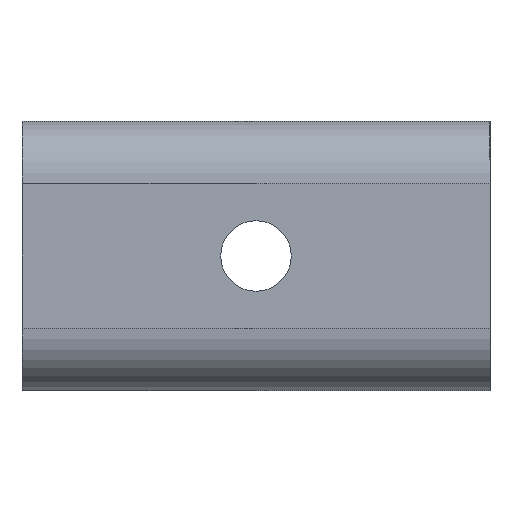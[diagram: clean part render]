
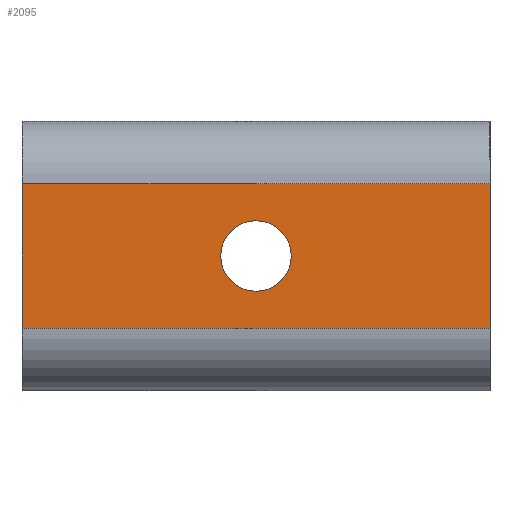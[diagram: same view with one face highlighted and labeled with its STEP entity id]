
A CAD part, front view. The second image highlights one B-rep face of the part: STEP entity #2095.
In plain terms, the highlighted face is planar.
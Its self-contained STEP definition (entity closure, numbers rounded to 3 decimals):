
#196 = PLANE('',#197);
#197 = AXIS2_PLACEMENT_3D('',#198,#199,#200);
#198 = CARTESIAN_POINT('',(27.,323.,-11.3));
#199 = DIRECTION('',(0.,0.,-1.));
#200 = DIRECTION('',(0.,-1.,0.));
#314 = PLANE('',#315);
#315 = AXIS2_PLACEMENT_3D('',#316,#317,#318);
#316 = CARTESIAN_POINT('',(27.,323.,11.3));
#317 = DIRECTION('',(0.,0.,-1.));
#318 = DIRECTION('',(0.,-1.,0.));
#776 = VERTEX_POINT('',#777);
#777 = CARTESIAN_POINT('',(3.,313.,-11.3));
#796 = CYLINDRICAL_SURFACE('',#797,3.);
#797 = AXIS2_PLACEMENT_3D('',#798,#799,#800);
#798 = CARTESIAN_POINT('',(6.,313.,-11.3));
#799 = DIRECTION('',(0.,0.,1.));
#800 = DIRECTION('',(-1.,0.,0.));
#808 = EDGE_CURVE('',#809,#776,#811,.T.);
#809 = VERTEX_POINT('',#810);
#810 = CARTESIAN_POINT('',(3.,320.,-11.3));
#811 = SURFACE_CURVE('',#812,(#816,#823),.PCURVE_S1.);
#812 = LINE('',#813,#814);
#813 = CARTESIAN_POINT('',(3.,323.,-11.3));
#814 = VECTOR('',#815,1.);
#815 = DIRECTION('',(0.,-1.,0.));
#816 = PCURVE('',#196,#817);
#817 = DEFINITIONAL_REPRESENTATION('',(#818),#822);
#818 = LINE('',#819,#820);
#819 = CARTESIAN_POINT('',(0.,24.));
#820 = VECTOR('',#821,1.);
#821 = DIRECTION('',(1.,0.));
#822 = ( GEOMETRIC_REPRESENTATION_CONTEXT(2) 
PARAMETRIC_REPRESENTATION_CONTEXT() REPRESENTATION_CONTEXT('2D SPACE',''
  ) );
#823 = PCURVE('',#824,#829);
#824 = PLANE('',#825);
#825 = AXIS2_PLACEMENT_3D('',#826,#827,#828);
#826 = CARTESIAN_POINT('',(3.,323.,-11.3));
#827 = DIRECTION('',(1.,0.,0.));
#828 = DIRECTION('',(0.,-1.,0.));
#829 = DEFINITIONAL_REPRESENTATION('',(#830),#834);
#830 = LINE('',#831,#832);
#831 = CARTESIAN_POINT('',(0.,0.));
#832 = VECTOR('',#833,1.);
#833 = DIRECTION('',(1.,0.));
#834 = ( GEOMETRIC_REPRESENTATION_CONTEXT(2) 
PARAMETRIC_REPRESENTATION_CONTEXT() REPRESENTATION_CONTEXT('2D SPACE',''
  ) );
#857 = CYLINDRICAL_SURFACE('',#858,3.);
#858 = AXIS2_PLACEMENT_3D('',#859,#860,#861);
#859 = CARTESIAN_POINT('',(6.,320.,-11.3));
#860 = DIRECTION('',(0.,0.,1.));
#861 = DIRECTION('',(0.,1.,0.));
#1461 = VERTEX_POINT('',#1462);
#1462 = CARTESIAN_POINT('',(3.,313.,11.3));
#1488 = EDGE_CURVE('',#1489,#1461,#1491,.T.);
#1489 = VERTEX_POINT('',#1490);
#1490 = CARTESIAN_POINT('',(3.,320.,11.3));
#1491 = SURFACE_CURVE('',#1492,(#1496,#1503),.PCURVE_S1.);
#1492 = LINE('',#1493,#1494);
#1493 = CARTESIAN_POINT('',(3.,323.,11.3));
#1494 = VECTOR('',#1495,1.);
#1495 = DIRECTION('',(0.,-1.,0.));
#1496 = PCURVE('',#314,#1497);
#1497 = DEFINITIONAL_REPRESENTATION('',(#1498),#1502);
#1498 = LINE('',#1499,#1500);
#1499 = CARTESIAN_POINT('',(0.,24.));
#1500 = VECTOR('',#1501,1.);
#1501 = DIRECTION('',(1.,0.));
#1502 = ( GEOMETRIC_REPRESENTATION_CONTEXT(2) 
PARAMETRIC_REPRESENTATION_CONTEXT() REPRESENTATION_CONTEXT('2D SPACE',''
  ) );
#1503 = PCURVE('',#824,#1504);
#1504 = DEFINITIONAL_REPRESENTATION('',(#1505),#1509);
#1505 = LINE('',#1506,#1507);
#1506 = CARTESIAN_POINT('',(0.,-22.6));
#1507 = VECTOR('',#1508,1.);
#1508 = DIRECTION('',(1.,0.));
#1509 = ( GEOMETRIC_REPRESENTATION_CONTEXT(2) 
PARAMETRIC_REPRESENTATION_CONTEXT() REPRESENTATION_CONTEXT('2D SPACE',''
  ) );
#1846 = EDGE_CURVE('',#809,#1489,#1847,.T.);
#1847 = SURFACE_CURVE('',#1848,(#1852,#1859),.PCURVE_S1.);
#1848 = LINE('',#1849,#1850);
#1849 = CARTESIAN_POINT('',(3.,320.,-11.3));
#1850 = VECTOR('',#1851,1.);
#1851 = DIRECTION('',(0.,0.,1.));
#1852 = PCURVE('',#857,#1853);
#1853 = DEFINITIONAL_REPRESENTATION('',(#1854),#1858);
#1854 = LINE('',#1855,#1856);
#1855 = CARTESIAN_POINT('',(1.571,0.));
#1856 = VECTOR('',#1857,1.);
#1857 = DIRECTION('',(0.,1.));
#1858 = ( GEOMETRIC_REPRESENTATION_CONTEXT(2) 
PARAMETRIC_REPRESENTATION_CONTEXT() REPRESENTATION_CONTEXT('2D SPACE',''
  ) );
#1859 = PCURVE('',#824,#1860);
#1860 = DEFINITIONAL_REPRESENTATION('',(#1861),#1865);
#1861 = LINE('',#1862,#1863);
#1862 = CARTESIAN_POINT('',(3.,0.));
#1863 = VECTOR('',#1864,1.);
#1864 = DIRECTION('',(0.,-1.));
#1865 = ( GEOMETRIC_REPRESENTATION_CONTEXT(2) 
PARAMETRIC_REPRESENTATION_CONTEXT() REPRESENTATION_CONTEXT('2D SPACE',''
  ) );
#2095 = ADVANCED_FACE('',(#2096,#2122),#824,.F.);
#2096 = FACE_BOUND('',#2097,.F.);
#2097 = EDGE_LOOP('',(#2098,#2099,#2100,#2101));
#2098 = ORIENTED_EDGE('',*,*,#808,.F.);
#2099 = ORIENTED_EDGE('',*,*,#1846,.T.);
#2100 = ORIENTED_EDGE('',*,*,#1488,.T.);
#2101 = ORIENTED_EDGE('',*,*,#2102,.F.);
#2102 = EDGE_CURVE('',#776,#1461,#2103,.T.);
#2103 = SURFACE_CURVE('',#2104,(#2108,#2115),.PCURVE_S1.);
#2104 = LINE('',#2105,#2106);
#2105 = CARTESIAN_POINT('',(3.,313.,-11.3));
#2106 = VECTOR('',#2107,1.);
#2107 = DIRECTION('',(0.,0.,1.));
#2108 = PCURVE('',#824,#2109);
#2109 = DEFINITIONAL_REPRESENTATION('',(#2110),#2114);
#2110 = LINE('',#2111,#2112);
#2111 = CARTESIAN_POINT('',(10.,0.));
#2112 = VECTOR('',#2113,1.);
#2113 = DIRECTION('',(0.,-1.));
#2114 = ( GEOMETRIC_REPRESENTATION_CONTEXT(2) 
PARAMETRIC_REPRESENTATION_CONTEXT() REPRESENTATION_CONTEXT('2D SPACE',''
  ) );
#2115 = PCURVE('',#796,#2116);
#2116 = DEFINITIONAL_REPRESENTATION('',(#2117),#2121);
#2117 = LINE('',#2118,#2119);
#2118 = CARTESIAN_POINT('',(0.,0.));
#2119 = VECTOR('',#2120,1.);
#2120 = DIRECTION('',(0.,1.));
#2121 = ( GEOMETRIC_REPRESENTATION_CONTEXT(2) 
PARAMETRIC_REPRESENTATION_CONTEXT() REPRESENTATION_CONTEXT('2D SPACE',''
  ) );
#2122 = FACE_BOUND('',#2123,.F.);
#2123 = EDGE_LOOP('',(#2124));
#2124 = ORIENTED_EDGE('',*,*,#2125,.T.);
#2125 = EDGE_CURVE('',#2126,#2126,#2128,.T.);
#2126 = VERTEX_POINT('',#2127);
#2127 = CARTESIAN_POINT('',(3.,314.8,0.));
#2128 = SURFACE_CURVE('',#2129,(#2134,#2145),.PCURVE_S1.);
#2129 = CIRCLE('',#2130,1.7);
#2130 = AXIS2_PLACEMENT_3D('',#2131,#2132,#2133);
#2131 = CARTESIAN_POINT('',(3.,316.5,0.));
#2132 = DIRECTION('',(-1.,0.,0.));
#2133 = DIRECTION('',(0.,-1.,0.));
#2134 = PCURVE('',#824,#2135);
#2135 = DEFINITIONAL_REPRESENTATION('',(#2136),#2144);
#2136 = ( BOUNDED_CURVE() B_SPLINE_CURVE(2,(#2137,#2138,#2139,#2140,
#2141,#2142,#2143),.UNSPECIFIED.,.F.,.F.) B_SPLINE_CURVE_WITH_KNOTS((1,2
    ,2,2,2,1),(-2.094,0.,2.094,4.189,
6.283,8.378),.UNSPECIFIED.) CURVE() 
GEOMETRIC_REPRESENTATION_ITEM() RATIONAL_B_SPLINE_CURVE((1.,0.5,1.,0.5,
1.,0.5,1.)) REPRESENTATION_ITEM('') );
#2137 = CARTESIAN_POINT('',(8.2,-11.3));
#2138 = CARTESIAN_POINT('',(8.2,-14.244));
#2139 = CARTESIAN_POINT('',(5.65,-12.772));
#2140 = CARTESIAN_POINT('',(3.1,-11.3));
#2141 = CARTESIAN_POINT('',(5.65,-9.828));
#2142 = CARTESIAN_POINT('',(8.2,-8.356));
#2143 = CARTESIAN_POINT('',(8.2,-11.3));
#2144 = ( GEOMETRIC_REPRESENTATION_CONTEXT(2) 
PARAMETRIC_REPRESENTATION_CONTEXT() REPRESENTATION_CONTEXT('2D SPACE',''
  ) );
#2145 = PCURVE('',#2146,#2151);
#2146 = CYLINDRICAL_SURFACE('',#2147,1.7);
#2147 = AXIS2_PLACEMENT_3D('',#2148,#2149,#2150);
#2148 = CARTESIAN_POINT('',(3.,316.5,0.));
#2149 = DIRECTION('',(-1.,0.,0.));
#2150 = DIRECTION('',(0.,-1.,0.));
#2151 = DEFINITIONAL_REPRESENTATION('',(#2152),#2156);
#2152 = LINE('',#2153,#2154);
#2153 = CARTESIAN_POINT('',(0.,0.));
#2154 = VECTOR('',#2155,1.);
#2155 = DIRECTION('',(1.,0.));
#2156 = ( GEOMETRIC_REPRESENTATION_CONTEXT(2) 
PARAMETRIC_REPRESENTATION_CONTEXT() REPRESENTATION_CONTEXT('2D SPACE',''
  ) );
